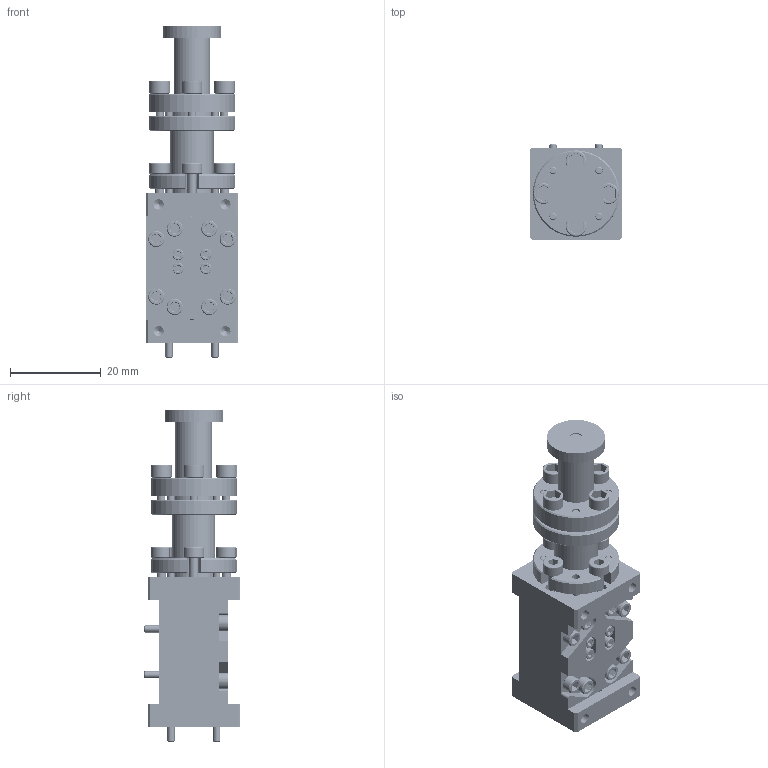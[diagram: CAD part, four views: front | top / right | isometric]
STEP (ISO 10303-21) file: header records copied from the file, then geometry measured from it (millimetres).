
FILE_DESCRIPTION (( 'STEP AP203' ), '1' );
FILE_NAME ('SAH-7531141060-110-S1-100-DP.STEP', '2020-07-15T03:57:42', ( '' ), ( '' ), 'SwSTEP 2.0', 'SolidWorks 2020', '' );
FILE_SCHEMA (( 'CONFIG_CONTROL_DESIGN' ));
Products named in the file (1): SAH-7531141060-110-S1-100-DP
Bounding box: 20.32 x 21.15 x 73.18 mm (x, y, z)
Volume: 14897.8 mm3; surface area: 13472.1 mm2
Topology: 39 solids, 44 shells, 3290 faces, 8941 edges, 5746 vertices
Faces by surface type: cylinder 1683, plane 1117, cone 434, bspline 40, torus 16
Entity records: 131754 total; most frequent: CARTESIAN_POINT 57478, ORIENTED_EDGE 17690, DIRECTION 13295, EDGE_CURVE 8845, VERTEX_POINT 5746, AXIS2_PLACEMENT_3D 4971, EDGE_LOOP 3457, LINE 3353
